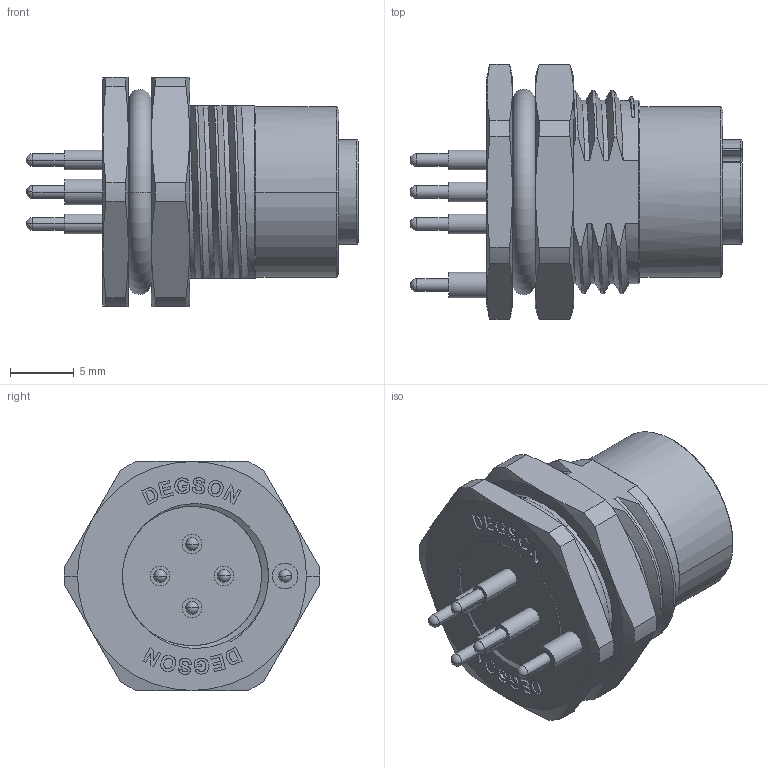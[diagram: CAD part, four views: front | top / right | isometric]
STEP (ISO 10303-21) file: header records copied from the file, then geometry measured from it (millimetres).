
FILE_DESCRIPTION((''),'2;1');
FILE_NAME('005-ACODE-05P-FEMALE-FRONT-PCB_','2020-04-07T',('Administrator'),(''),'CREO PARAMETRIC BY PTC INC, 2014350','CREO PARAMETRIC BY PTC INC, 2014350','');
FILE_SCHEMA(('CONFIG_CONTROL_DESIGN'));
Length unit declared in the file: millimetre
Products named in the file (1): 005-ACODE-05P-FEMALE-FRONT-PCB_
Bounding box: 26.03 x 20 x 18 mm (x, y, z)
Volume: 3183 mm3; surface area: 3478.1 mm2
Topology: 1 solids, 5 shells, 527 faces, 1428 edges, 932 vertices
Faces by surface type: extrusion 164, plane 139, cylinder 117, cone 43, bspline 41, sphere 12, torus 11
Entity records: 23662 total; most frequent: CARTESIAN_POINT 11403, ORIENTED_EDGE 2836, DIRECTION 1909, EDGE_CURVE 1418, VERTEX_POINT 932, VECTOR 751, B_SPLINE_CURVE_WITH_KNOTS 738, LINE 587
